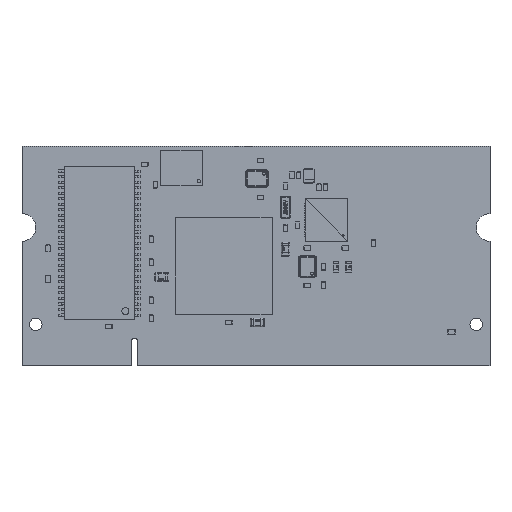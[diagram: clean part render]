
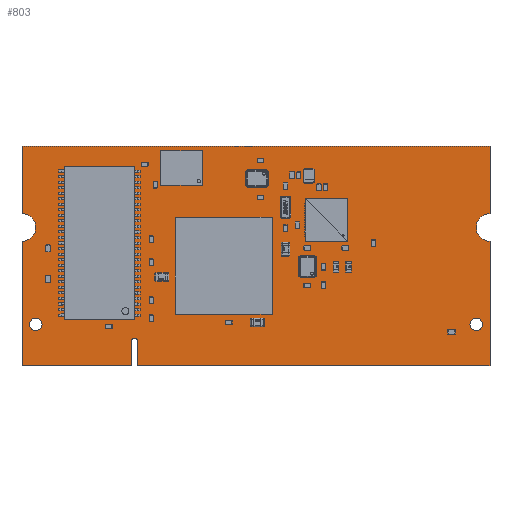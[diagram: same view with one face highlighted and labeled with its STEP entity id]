
A CAD part, top view. The second image highlights one B-rep face of the part: STEP entity #803.
In plain terms, the highlighted planar face has unit normal (0, 0, 1).
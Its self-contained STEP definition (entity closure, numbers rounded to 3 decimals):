
#340 = VERTEX_POINT('',#341);
#341 = CARTESIAN_POINT('',(-27.953,-13.216,0.836));
#347 = EDGE_CURVE('',#340,#348,#350,.T.);
#348 = VERTEX_POINT('',#349);
#349 = CARTESIAN_POINT('',(-27.953,4.784,0.836));
#350 = LINE('',#351,#352);
#351 = CARTESIAN_POINT('',(-27.953,-13.216,0.836));
#352 = VECTOR('',#353,1.);
#353 = DIRECTION('',(0.,1.,0.));
#378 = EDGE_CURVE('',#348,#379,#381,.T.);
#379 = VERTEX_POINT('',#380);
#380 = CARTESIAN_POINT('',(-27.953,8.784,0.836));
#381 = CIRCLE('',#382,2.);
#382 = AXIS2_PLACEMENT_3D('',#383,#384,#385);
#383 = CARTESIAN_POINT('',(-27.953,6.784,0.836));
#384 = DIRECTION('',(0.,0.,1.));
#385 = DIRECTION('',(0.,-1.,0.));
#411 = EDGE_CURVE('',#379,#412,#414,.T.);
#412 = VERTEX_POINT('',#413);
#413 = CARTESIAN_POINT('',(-27.953,18.534,0.836));
#414 = LINE('',#415,#416);
#415 = CARTESIAN_POINT('',(-27.953,8.784,0.836));
#416 = VECTOR('',#417,1.);
#417 = DIRECTION('',(0.,1.,0.));
#442 = EDGE_CURVE('',#412,#443,#445,.T.);
#443 = VERTEX_POINT('',#444);
#444 = CARTESIAN_POINT('',(39.647,18.534,0.836));
#445 = LINE('',#446,#447);
#446 = CARTESIAN_POINT('',(-27.953,18.534,0.836));
#447 = VECTOR('',#448,1.);
#448 = DIRECTION('',(1.,0.,0.));
#473 = EDGE_CURVE('',#443,#474,#476,.T.);
#474 = VERTEX_POINT('',#475);
#475 = CARTESIAN_POINT('',(39.647,8.784,0.836));
#476 = LINE('',#477,#478);
#477 = CARTESIAN_POINT('',(39.647,18.534,0.836));
#478 = VECTOR('',#479,1.);
#479 = DIRECTION('',(0.,-1.,0.));
#504 = EDGE_CURVE('',#474,#505,#507,.T.);
#505 = VERTEX_POINT('',#506);
#506 = CARTESIAN_POINT('',(39.647,4.784,0.836));
#507 = CIRCLE('',#508,2.);
#508 = AXIS2_PLACEMENT_3D('',#509,#510,#511);
#509 = CARTESIAN_POINT('',(39.647,6.784,0.836));
#510 = DIRECTION('',(0.,0.,1.));
#511 = DIRECTION('',(0.,1.,0.));
#537 = EDGE_CURVE('',#505,#538,#540,.T.);
#538 = VERTEX_POINT('',#539);
#539 = CARTESIAN_POINT('',(39.647,-13.216,0.836));
#540 = LINE('',#541,#542);
#541 = CARTESIAN_POINT('',(39.647,4.784,0.836));
#542 = VECTOR('',#543,1.);
#543 = DIRECTION('',(0.,-1.,0.));
#568 = EDGE_CURVE('',#538,#569,#571,.T.);
#569 = VERTEX_POINT('',#570);
#570 = CARTESIAN_POINT('',(-11.203,-13.216,0.836));
#571 = LINE('',#572,#573);
#572 = CARTESIAN_POINT('',(39.647,-13.216,0.836));
#573 = VECTOR('',#574,1.);
#574 = DIRECTION('',(-1.,0.,0.));
#599 = EDGE_CURVE('',#569,#600,#602,.T.);
#600 = VERTEX_POINT('',#601);
#601 = CARTESIAN_POINT('',(-11.203,-9.716,0.836));
#602 = LINE('',#603,#604);
#603 = CARTESIAN_POINT('',(-11.203,-13.216,0.836));
#604 = VECTOR('',#605,1.);
#605 = DIRECTION('',(0.,1.,0.));
#630 = EDGE_CURVE('',#600,#631,#633,.T.);
#631 = VERTEX_POINT('',#632);
#632 = CARTESIAN_POINT('',(-12.203,-9.716,0.836));
#633 = CIRCLE('',#634,0.5);
#634 = AXIS2_PLACEMENT_3D('',#635,#636,#637);
#635 = CARTESIAN_POINT('',(-11.703,-9.716,0.836));
#636 = DIRECTION('',(0.,0.,1.));
#637 = DIRECTION('',(1.,0.,0.));
#663 = EDGE_CURVE('',#631,#664,#666,.T.);
#664 = VERTEX_POINT('',#665);
#665 = CARTESIAN_POINT('',(-12.203,-13.216,0.836));
#666 = LINE('',#667,#668);
#667 = CARTESIAN_POINT('',(-12.203,-9.716,0.836));
#668 = VECTOR('',#669,1.);
#669 = DIRECTION('',(0.,-1.,0.));
#694 = EDGE_CURVE('',#664,#340,#695,.T.);
#695 = LINE('',#696,#697);
#696 = CARTESIAN_POINT('',(-12.203,-13.216,0.836));
#697 = VECTOR('',#698,1.);
#698 = DIRECTION('',(-1.,0.,0.));
#718 = VERTEX_POINT('',#719);
#719 = CARTESIAN_POINT('',(-25.053,-7.216,0.836));
#725 = EDGE_CURVE('',#718,#718,#726,.T.);
#726 = CIRCLE('',#727,0.9);
#727 = AXIS2_PLACEMENT_3D('',#728,#729,#730);
#728 = CARTESIAN_POINT('',(-25.953,-7.216,0.836));
#729 = DIRECTION('',(0.,0.,1.));
#730 = DIRECTION('',(1.,0.,0.));
#751 = VERTEX_POINT('',#752);
#752 = CARTESIAN_POINT('',(38.547,-7.216,0.836));
#758 = EDGE_CURVE('',#751,#751,#759,.T.);
#759 = CIRCLE('',#760,0.9);
#760 = AXIS2_PLACEMENT_3D('',#761,#762,#763);
#761 = CARTESIAN_POINT('',(37.647,-7.216,0.836));
#762 = DIRECTION('',(0.,0.,1.));
#763 = DIRECTION('',(1.,0.,0.));
#803 = ADVANCED_FACE('',(#804,#818,#821),#824,.T.);
#804 = FACE_BOUND('',#805,.F.);
#805 = EDGE_LOOP('',(#806,#807,#808,#809,#810,#811,#812,#813,#814,#815,
    #816,#817));
#806 = ORIENTED_EDGE('',*,*,#347,.T.);
#807 = ORIENTED_EDGE('',*,*,#378,.T.);
#808 = ORIENTED_EDGE('',*,*,#411,.T.);
#809 = ORIENTED_EDGE('',*,*,#442,.T.);
#810 = ORIENTED_EDGE('',*,*,#473,.T.);
#811 = ORIENTED_EDGE('',*,*,#504,.T.);
#812 = ORIENTED_EDGE('',*,*,#537,.T.);
#813 = ORIENTED_EDGE('',*,*,#568,.T.);
#814 = ORIENTED_EDGE('',*,*,#599,.T.);
#815 = ORIENTED_EDGE('',*,*,#630,.T.);
#816 = ORIENTED_EDGE('',*,*,#663,.T.);
#817 = ORIENTED_EDGE('',*,*,#694,.T.);
#818 = FACE_BOUND('',#819,.T.);
#819 = EDGE_LOOP('',(#820));
#820 = ORIENTED_EDGE('',*,*,#725,.F.);
#821 = FACE_BOUND('',#822,.T.);
#822 = EDGE_LOOP('',(#823));
#823 = ORIENTED_EDGE('',*,*,#758,.F.);
#824 = PLANE('',#825);
#825 = AXIS2_PLACEMENT_3D('',#826,#827,#828);
#826 = CARTESIAN_POINT('',(-27.953,-13.216,0.836));
#827 = DIRECTION('',(0.,0.,1.));
#828 = DIRECTION('',(1.,0.,0.));
